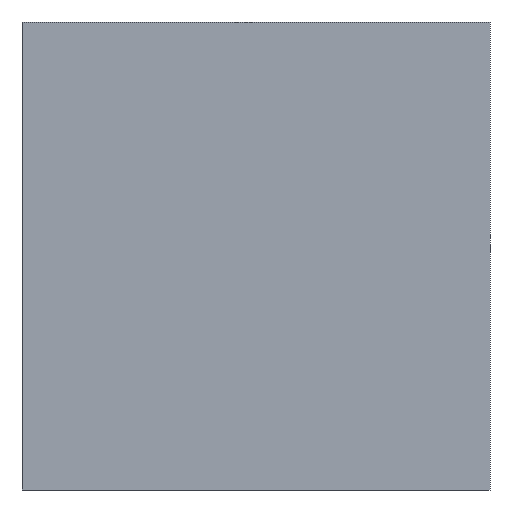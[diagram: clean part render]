
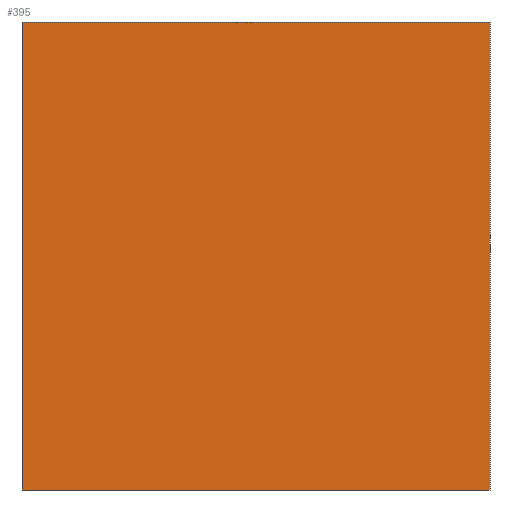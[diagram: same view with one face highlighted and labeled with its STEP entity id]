
A CAD part, front view. The second image highlights one B-rep face of the part: STEP entity #395.
In plain terms, the highlighted planar face has unit normal (0, -1, 0).
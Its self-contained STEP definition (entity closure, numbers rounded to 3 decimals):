
#12 = ORIENTED_EDGE ( 'NONE', *, *, #293, .T. ) ;
#17 = VECTOR ( 'NONE', #404, 1000. ) ;
#22 = DIRECTION ( 'NONE',  ( 0., -1., 0. ) ) ;
#24 = CARTESIAN_POINT ( 'NONE',  ( -100., 0., -100. ) ) ;
#25 = CARTESIAN_POINT ( 'NONE',  ( 100., 0., -100. ) ) ;
#39 = EDGE_CURVE ( 'NONE', #153, #429, #136, .T. ) ;
#45 = VERTEX_POINT ( 'NONE', #299 ) ;
#47 = VECTOR ( 'NONE', #330, 1000. ) ;
#53 = CARTESIAN_POINT ( 'NONE',  ( -100., 0., 21.333 ) ) ;
#61 = DIRECTION ( 'NONE',  ( 0., 0., -1. ) ) ;
#71 = CARTESIAN_POINT ( 'NONE',  ( -100., 0., 82. ) ) ;
#72 = ORIENTED_EDGE ( 'NONE', *, *, #382, .T. ) ;
#79 = CARTESIAN_POINT ( 'NONE',  ( 82., 0., -100. ) ) ;
#82 = B_SPLINE_CURVE_WITH_KNOTS ( 'NONE', 3,
 ( #325, #53, #410, #210 ),
 .UNSPECIFIED., .F., .F.,
 ( 4, 4 ),
 ( 0.09, 1. ),
 .UNSPECIFIED. ) ;
#104 = CARTESIAN_POINT ( 'NONE',  ( -100., 0., -100. ) ) ;
#120 = ORIENTED_EDGE ( 'NONE', *, *, #344, .T. ) ;
#130 = CARTESIAN_POINT ( 'NONE',  ( 0., 0., -100. ) ) ;
#136 = B_SPLINE_CURVE_WITH_KNOTS ( 'NONE', 3,
 ( #104, #145, #343, #138 ),
 .UNSPECIFIED., .F., .F.,
 ( 4, 4 ),
 ( 0., 0.91 ),
 .UNSPECIFIED. ) ;
#138 = CARTESIAN_POINT ( 'NONE',  ( 82., 0., -100. ) ) ;
#145 = CARTESIAN_POINT ( 'NONE',  ( -39.333, 0., -100. ) ) ;
#153 = VERTEX_POINT ( 'NONE', #24 ) ;
#158 = EDGE_CURVE ( 'NONE', #396, #45, #419, .T. ) ;
#166 = LINE ( 'NONE', #130, #288 ) ;
#173 = CARTESIAN_POINT ( 'NONE',  ( 0., 0., 100. ) ) ;
#178 = AXIS2_PLACEMENT_3D ( 'NONE', #372, #22, #61 ) ;
#205 = VERTEX_POINT ( 'NONE', #71 ) ;
#206 = LINE ( 'NONE', #447, #47 ) ;
#210 = CARTESIAN_POINT ( 'NONE',  ( -100., 0., -100. ) ) ;
#213 = FACE_OUTER_BOUND ( 'NONE', #464, .T. ) ;
#242 = CARTESIAN_POINT ( 'NONE',  ( -100., 0., 100. ) ) ;
#257 = PLANE ( 'NONE',  #178 ) ;
#288 = VECTOR ( 'NONE', #441, 1000. ) ;
#293 = EDGE_CURVE ( 'NONE', #429, #396, #166, .T. ) ;
#299 = CARTESIAN_POINT ( 'NONE',  ( 100., 0., 100. ) ) ;
#325 = CARTESIAN_POINT ( 'NONE',  ( -100., 0., 82. ) ) ;
#328 = EDGE_CURVE ( 'NONE', #205, #153, #82, .T. ) ;
#330 = DIRECTION ( 'NONE',  ( 0., 0., -1. ) ) ;
#343 = CARTESIAN_POINT ( 'NONE',  ( 21.333, 0., -100. ) ) ;
#344 = EDGE_CURVE ( 'NONE', #45, #473, #478, .T. ) ;
#351 = ORIENTED_EDGE ( 'NONE', *, *, #39, .T. ) ;
#372 = CARTESIAN_POINT ( 'NONE',  ( 0., 0., 0. ) ) ;
#382 = EDGE_CURVE ( 'NONE', #473, #205, #206, .T. ) ;
#395 = ADVANCED_FACE ( 'NONE', ( #213 ), #257, .T. ) ;
#396 = VERTEX_POINT ( 'NONE', #25 ) ;
#404 = DIRECTION ( 'NONE',  ( -1., 0., 0. ) ) ;
#405 = ORIENTED_EDGE ( 'NONE', *, *, #328, .T. ) ;
#410 = CARTESIAN_POINT ( 'NONE',  ( -100., 0., -39.333 ) ) ;
#419 = LINE ( 'NONE', #450, #432 ) ;
#429 = VERTEX_POINT ( 'NONE', #79 ) ;
#432 = VECTOR ( 'NONE', #476, 1000. ) ;
#434 = ORIENTED_EDGE ( 'NONE', *, *, #158, .T. ) ;
#441 = DIRECTION ( 'NONE',  ( 1., 0., 0. ) ) ;
#447 = CARTESIAN_POINT ( 'NONE',  ( -100., 0., 0. ) ) ;
#450 = CARTESIAN_POINT ( 'NONE',  ( 100., 0., 0. ) ) ;
#464 = EDGE_LOOP ( 'NONE', ( #72, #405, #351, #12, #434, #120 ) ) ;
#473 = VERTEX_POINT ( 'NONE', #242 ) ;
#476 = DIRECTION ( 'NONE',  ( 0., 0., 1. ) ) ;
#478 = LINE ( 'NONE', #173, #17 ) ;
